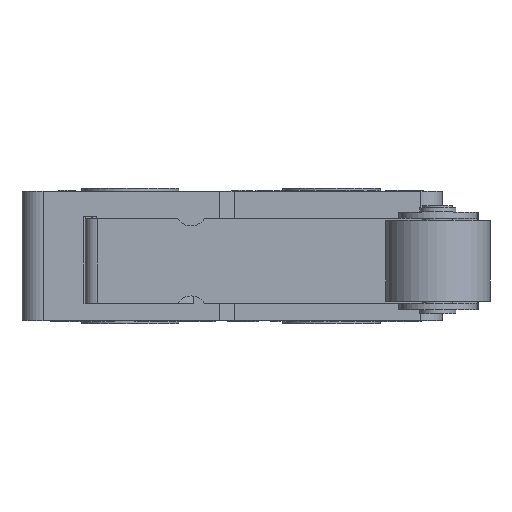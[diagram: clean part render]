
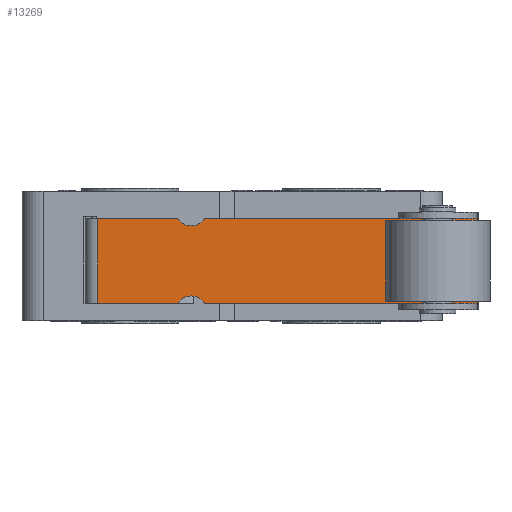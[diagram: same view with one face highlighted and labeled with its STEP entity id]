
A CAD part, top view. The second image highlights one B-rep face of the part: STEP entity #13269.
In plain terms, the highlighted planar face has unit normal (-0.013, 0, 1).
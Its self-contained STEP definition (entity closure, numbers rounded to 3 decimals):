
#847=FACE_OUTER_BOUND('',#1585,.T.);
#1585=EDGE_LOOP('',(#8881,#8882,#8883,#8884,#8885,#8886,#8887,#8888,#8889,
#8890));
#2357=CIRCLE('',#14003,0.75);
#2360=CIRCLE('',#14007,0.75);
#2475=LINE('',#17316,#3924);
#2487=LINE('',#17355,#3936);
#2503=LINE('',#17443,#3952);
#2512=LINE('',#17467,#3961);
#2519=LINE('',#17478,#3968);
#2520=LINE('',#17480,#3969);
#2521=LINE('',#17481,#3970);
#2522=LINE('',#17482,#3971);
#3924=VECTOR('',#14626,3.766);
#3936=VECTOR('',#14660,3.766);
#3952=VECTOR('',#14752,3.7);
#3961=VECTOR('',#14775,3.7);
#3968=VECTOR('',#14790,4.);
#3969=VECTOR('',#14793,9.186);
#3970=VECTOR('',#14794,4.);
#3971=VECTOR('',#14795,9.186);
#5374=VERTEX_POINT('',#17313);
#5375=VERTEX_POINT('',#17315);
#5380=VERTEX_POINT('',#17328);
#5383=VERTEX_POINT('',#17335);
#5385=VERTEX_POINT('',#17339);
#5391=VERTEX_POINT('',#17353);
#5424=VERTEX_POINT('',#17440);
#5425=VERTEX_POINT('',#17442);
#5432=VERTEX_POINT('',#17464);
#5433=VERTEX_POINT('',#17466);
#6726=EDGE_CURVE('',#5374,#5375,#2475,.T.);
#6733=EDGE_CURVE('',#5374,#5380,#2357,.T.);
#6738=EDGE_CURVE('',#5383,#5385,#2360,.T.);
#6745=EDGE_CURVE('',#5391,#5385,#2487,.T.);
#6786=EDGE_CURVE('',#5424,#5425,#2503,.T.);
#6798=EDGE_CURVE('',#5432,#5433,#2512,.T.);
#6805=EDGE_CURVE('',#5375,#5391,#2519,.T.);
#6806=EDGE_CURVE('',#5433,#5380,#2520,.T.);
#6807=EDGE_CURVE('',#5432,#5425,#2521,.T.);
#6808=EDGE_CURVE('',#5383,#5424,#2522,.T.);
#8881=ORIENTED_EDGE('',*,*,#6733,.T.);
#8882=ORIENTED_EDGE('',*,*,#6806,.F.);
#8883=ORIENTED_EDGE('',*,*,#6798,.F.);
#8884=ORIENTED_EDGE('',*,*,#6807,.T.);
#8885=ORIENTED_EDGE('',*,*,#6786,.F.);
#8886=ORIENTED_EDGE('',*,*,#6808,.F.);
#8887=ORIENTED_EDGE('',*,*,#6738,.T.);
#8888=ORIENTED_EDGE('',*,*,#6745,.F.);
#8889=ORIENTED_EDGE('',*,*,#6805,.F.);
#8890=ORIENTED_EDGE('',*,*,#6726,.F.);
#12801=PLANE('',#14060);
#13269=ADVANCED_FACE('',(#847),#12801,.T.);
#14003=AXIS2_PLACEMENT_3D('',#17331,#14638,#14639);
#14007=AXIS2_PLACEMENT_3D('',#17341,#14648,#14649);
#14060=AXIS2_PLACEMENT_3D('',#17479,#14791,#14792);
#14626=DIRECTION('',(-1.,0.,-0.013));
#14638=DIRECTION('center_axis',(0.013,0.,-1.));
#14639=DIRECTION('ref_axis',(1.,0.,0.013));
#14648=DIRECTION('center_axis',(0.013,0.,-1.));
#14649=DIRECTION('ref_axis',(1.,0.,0.013));
#14660=DIRECTION('',(1.,0.,0.013));
#14752=DIRECTION('',(1.,0.,0.013));
#14775=DIRECTION('',(-1.,0.,-0.013));
#14790=DIRECTION('',(0.,1.,0.));
#14791=DIRECTION('center_axis',(-0.013,0.,1.));
#14792=DIRECTION('ref_axis',(1.,0.,0.013));
#14793=DIRECTION('',(-1.,0.,-0.013));
#14794=DIRECTION('',(0.,1.,0.));
#14795=DIRECTION('',(1.,0.,0.013));
#17313=CARTESIAN_POINT('',(2.24,-5.3,8.803));
#17315=CARTESIAN_POINT('',(-1.526,-5.3,8.754));
#17316=CARTESIAN_POINT('',(2.24,-5.3,8.803));
#17328=CARTESIAN_POINT('',(3.508,-5.3,8.82));
#17331=CARTESIAN_POINT('Origin',(2.874,-5.7,8.812));
#17335=CARTESIAN_POINT('',(3.508,-1.3,8.82));
#17339=CARTESIAN_POINT('',(2.24,-1.3,8.803));
#17341=CARTESIAN_POINT('Origin',(2.874,-0.9,8.812));
#17353=CARTESIAN_POINT('',(-1.526,-1.3,8.754));
#17355=CARTESIAN_POINT('',(-1.526,-1.3,8.754));
#17440=CARTESIAN_POINT('',(12.693,-1.3,8.941));
#17442=CARTESIAN_POINT('',(16.393,-1.3,8.99));
#17443=CARTESIAN_POINT('',(12.693,-1.3,8.941));
#17464=CARTESIAN_POINT('',(16.393,-5.3,8.99));
#17466=CARTESIAN_POINT('',(12.693,-5.3,8.941));
#17467=CARTESIAN_POINT('',(16.393,-5.3,8.99));
#17478=CARTESIAN_POINT('',(-1.526,-5.3,8.754));
#17479=CARTESIAN_POINT('Origin',(17.289,-1.1,9.002));
#17480=CARTESIAN_POINT('',(12.693,-5.3,8.941));
#17481=CARTESIAN_POINT('',(16.393,-5.3,8.99));
#17482=CARTESIAN_POINT('',(3.508,-1.3,8.82));
